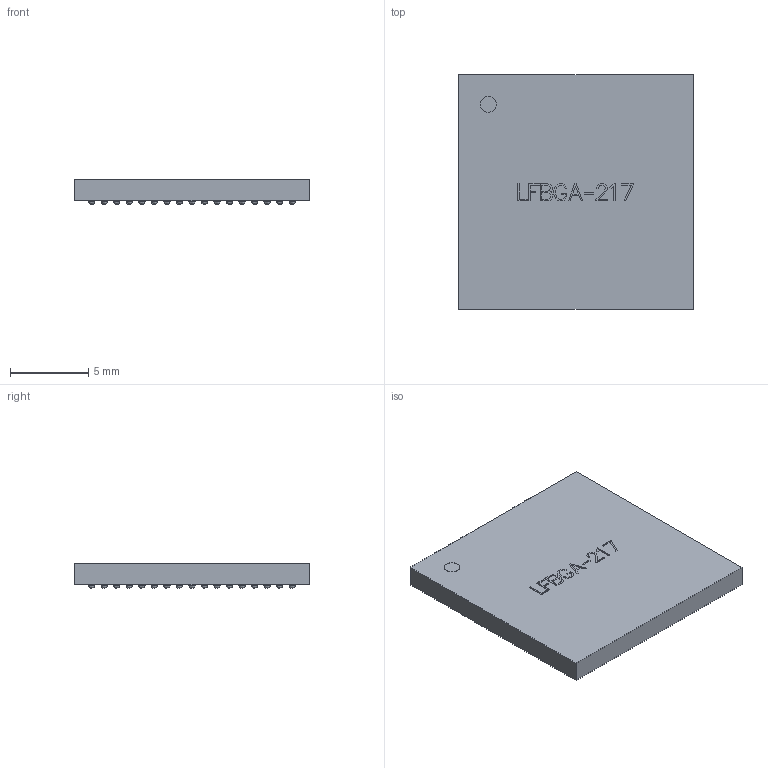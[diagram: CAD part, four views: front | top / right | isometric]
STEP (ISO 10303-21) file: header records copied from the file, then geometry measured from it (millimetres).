
FILE_DESCRIPTION (( 'STEP AP214' ), '1' );
FILE_NAME ('User Library-BGA(LFBGA)-217.STEP', '2020-08-02T11:17:50', ( '' ), ( '' ), 'SwSTEP 2.0', 'SolidWorks 2020', '' );
FILE_SCHEMA (( 'AUTOMOTIVE_DESIGN' ));
Length unit declared in the file: millimetre
Products named in the file (234): 458018769; User Library-BGA(LFBGA)-217; 458018001; 458018513; 458017361; 458017617; Extruded18; Extruded19; 458017873; 458017233; Extruded12; 458017745; Extruded15; 458018257; 457787489; Extruded14; Extruded11; Extruded10; 458017489; 458018129; Extruded13; Extruded17; Cylinder1; Free-Models1; Extruded16; Board1; Sphere1
Assembly tree (440 placements, depth 4):
  User Library-BGA(LFBGA)-217
    Free-Models1
      458018001
        Extruded13
      458017361
        Extruded19
      458017233
        Extruded12
      458017489
        Extruded15
      458017617
        Extruded16
      458017745
        Extruded14
      458017873
        Extruded11
      458018257
        Extruded17
      458018769
        Sphere1
      458018769
        Sphere1
      458018769
        Sphere1
      458018769
        Sphere1
      458018513
        Extruded10
      457787489
        Cylinder1
      458018769
        Sphere1
      458018769
        Sphere1
      458018769
        Sphere1
      458018769
        Sphere1
      458018769
        Sphere1
      458018769
        Sphere1
      458018769
        Sphere1
      458018769
        Sphere1
      458018769
        Sphere1
      458018769
        Sphere1
      458018769
        Sphere1
      458018769
        Sphere1
      458018769
        Sphere1
      458018769
        Sphere1
      458018769
        Sphere1
Bounding box: 15 x 15 x 1.61 mm (x, y, z)
Volume: 310.7 mm3; surface area: 641.5 mm2
Topology: 219 solids, 221 shells, 599 faces, 1724 edges, 732 vertices
Faces by surface type: bspline 416, plane 181, cylinder 2
Entity records: 13529 total; most frequent: DIRECTION 2178, CARTESIAN_POINT 1675, ORIENTED_EDGE 952, AXIS2_PLACEMENT_3D 853, PRODUCT_DEFINITION_SHAPE 674, EDGE_CURVE 478, VECTOR 472, LINE 472
